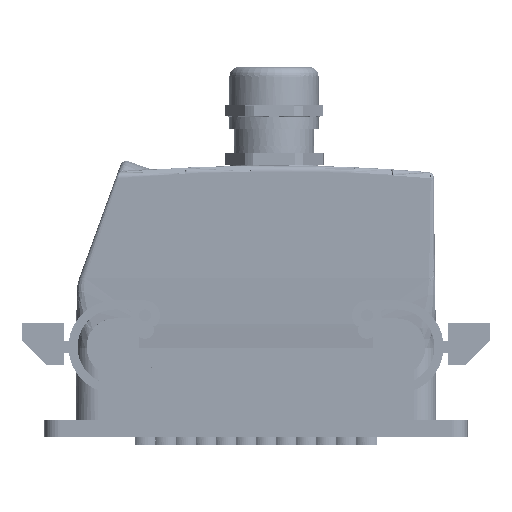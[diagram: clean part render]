
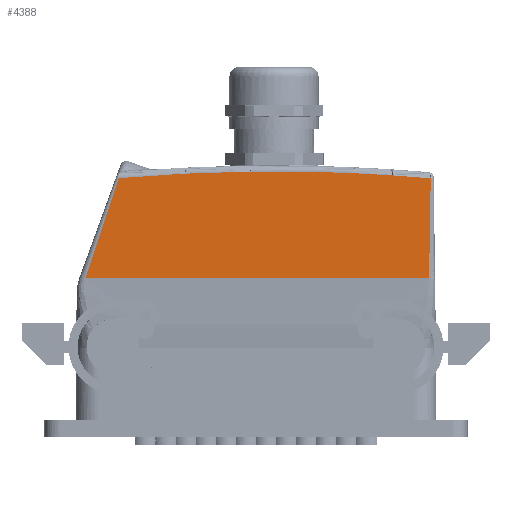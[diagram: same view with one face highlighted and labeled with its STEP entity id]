
A CAD part, left-side view. The second image highlights one B-rep face of the part: STEP entity #4388.
In plain terms, the highlighted planar face has unit normal (-1, 0, 0).
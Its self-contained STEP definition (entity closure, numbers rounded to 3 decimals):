
#4342=AXIS2_PLACEMENT_3D('Plane Axis2P3D',#4339,#4340,#4341) ;
#4371=AXIS2_PLACEMENT_3D('Circle Axis2P3D',#4369,#4370,$) ;
#4378=AXIS2_PLACEMENT_3D('Circle Axis2P3D',#4376,#4377,$) ;
#2696=CARTESIAN_POINT('Vertex',(6.75,20.304,55.538)) ;
#2747=CARTESIAN_POINT('Line Origine',(6.75,76.562,55.538)) ;
#2751=CARTESIAN_POINT('Vertex',(6.75,134.856,55.538)) ;
#3864=CARTESIAN_POINT('Vertex',(6.75,19.763,88.914)) ;
#3868=CARTESIAN_POINT('Control Point',(6.75,19.763,88.914)) ;
#3869=CARTESIAN_POINT('Control Point',(6.75,19.763,88.403)) ;
#3870=CARTESIAN_POINT('Control Point',(6.75,19.762,87.896)) ;
#3871=CARTESIAN_POINT('Control Point',(6.75,19.762,87.392)) ;
#3872=CARTESIAN_POINT('Control Point',(6.75,19.764,85.08)) ;
#3873=CARTESIAN_POINT('Control Point',(6.75,19.774,82.768)) ;
#3874=CARTESIAN_POINT('Control Point',(6.75,19.786,80.957)) ;
#3875=CARTESIAN_POINT('Control Point',(6.75,19.826,76.835)) ;
#3876=CARTESIAN_POINT('Control Point',(6.75,19.887,72.712)) ;
#3877=CARTESIAN_POINT('Control Point',(6.75,19.927,70.401)) ;
#3878=CARTESIAN_POINT('Control Point',(6.75,20.01,66.041)) ;
#3879=CARTESIAN_POINT('Control Point',(6.75,20.112,61.682)) ;
#3880=CARTESIAN_POINT('Control Point',(6.75,20.166,59.634)) ;
#3881=CARTESIAN_POINT('Control Point',(6.75,20.228,57.586)) ;
#3882=CARTESIAN_POINT('Control Point',(6.75,20.304,55.538)) ;
#4339=CARTESIAN_POINT('Axis2P3D Location',(6.75,-88.816,-22.05)) ;
#4345=CARTESIAN_POINT('Control Point',(6.75,123.699,88.961)) ;
#4346=CARTESIAN_POINT('Control Point',(6.75,123.905,88.376)) ;
#4347=CARTESIAN_POINT('Control Point',(6.75,124.111,87.791)) ;
#4348=CARTESIAN_POINT('Control Point',(6.75,124.313,87.214)) ;
#4349=CARTESIAN_POINT('Control Point',(6.75,124.546,86.548)) ;
#4350=CARTESIAN_POINT('Control Point',(6.75,124.779,85.879)) ;
#4351=CARTESIAN_POINT('Control Point',(6.75,124.808,85.795)) ;
#4352=CARTESIAN_POINT('Control Point',(6.75,124.895,85.548)) ;
#4353=CARTESIAN_POINT('Control Point',(6.75,124.982,85.297)) ;
#4354=CARTESIAN_POINT('Control Point',(6.75,125.048,85.106)) ;
#4355=CARTESIAN_POINT('Control Point',(6.75,125.142,84.837)) ;
#4356=CARTESIAN_POINT('Control Point',(6.75,125.235,84.57)) ;
#4357=CARTESIAN_POINT('Control Point',(6.75,125.265,84.48)) ;
#4358=CARTESIAN_POINT('Control Point',(6.75,125.327,84.302)) ;
#4359=CARTESIAN_POINT('Control Point',(6.75,125.387,84.13)) ;
#4360=CARTESIAN_POINT('Control Point',(6.75,125.413,84.055)) ;
#4361=CARTESIAN_POINT('Control Point',(6.75,127.396,78.327)) ;
#4362=CARTESIAN_POINT('Control Point',(6.75,129.332,72.581)) ;
#4363=CARTESIAN_POINT('Control Point',(6.75,131.193,66.906)) ;
#4364=CARTESIAN_POINT('Control Point',(6.75,133.073,61.237)) ;
#4365=CARTESIAN_POINT('Control Point',(6.75,134.856,55.538)) ;
#4366=CARTESIAN_POINT('Vertex',(6.75,123.699,88.961)) ;
#4369=CARTESIAN_POINT('Axis2P3D Location',(6.75,72.,-506.8)) ;
#4373=CARTESIAN_POINT('Vertex',(6.75,57.99,91.036)) ;
#4376=CARTESIAN_POINT('Axis2P3D Location',(6.75,72.,-506.8)) ;
#2748=DIRECTION('Vector Direction',(0.,-1.,0.)) ;
#4340=DIRECTION('Axis2P3D Direction',(-1.,0.,0.)) ;
#4341=DIRECTION('Axis2P3D XDirection',(0.,-0.317,0.949)) ;
#4370=DIRECTION('Axis2P3D Direction',(-1.,0.,0.)) ;
#4377=DIRECTION('Axis2P3D Direction',(-1.,0.,0.)) ;
#2749=VECTOR('Line Direction',#2748,1.) ;
#4382=ORIENTED_EDGE('',*,*,#4368,.F.) ;
#4383=ORIENTED_EDGE('',*,*,#2753,.T.) ;
#4384=ORIENTED_EDGE('',*,*,#3883,.T.) ;
#4385=ORIENTED_EDGE('',*,*,#4375,.F.) ;
#4386=ORIENTED_EDGE('',*,*,#4380,.F.) ;
#4388=ADVANCED_FACE('Hauptk\X2\00F6\X0\rper.1',(#4387),#4343,.T.) ;
#3867=B_SPLINE_CURVE_WITH_KNOTS('',5,(#3868,#3869,#3870,#3871,#3872,#3873,#3874,#3875,#3876,#3877,#3878,#3879,#3880,#3881,#3882),.UNSPECIFIED.,.F.,.U.,(6,3,3,3,6),(29.318,31.823,40.882,52.446,62.692),.UNSPECIFIED.) ;
#4344=B_SPLINE_CURVE_WITH_KNOTS('',5,(#4345,#4346,#4347,#4348,#4349,#4350,#4351,#4352,#4353,#4354,#4355,#4356,#4357,#4358,#4359,#4360,#4361,#4362,#4363,#4364,#4365),.UNSPECIFIED.,.F.,.U.,(6,3,3,3,3,3,6),(0.,4.393,5.02,6.256,6.884,7.528,49.832),.UNSPECIFIED.) ;
#4372=CIRCLE('generated circle',#4371,598.) ;
#4379=CIRCLE('generated circle',#4378,598.) ;
#2753=EDGE_CURVE('',#2752,#2697,#2750,.T.) ;
#3883=EDGE_CURVE('',#2697,#3865,#3867,.F.) ;
#4368=EDGE_CURVE('',#2752,#4367,#4344,.F.) ;
#4375=EDGE_CURVE('',#4374,#3865,#4372,.F.) ;
#4380=EDGE_CURVE('',#4367,#4374,#4379,.F.) ;
#4381=EDGE_LOOP('',(#4382,#4383,#4384,#4385,#4386)) ;
#4387=FACE_OUTER_BOUND('',#4381,.T.) ;
#2750=LINE('Line',#2747,#2749) ;
#4343=PLANE('',#4342) ;
#2697=VERTEX_POINT('',#2696) ;
#2752=VERTEX_POINT('',#2751) ;
#3865=VERTEX_POINT('',#3864) ;
#4367=VERTEX_POINT('',#4366) ;
#4374=VERTEX_POINT('',#4373) ;
